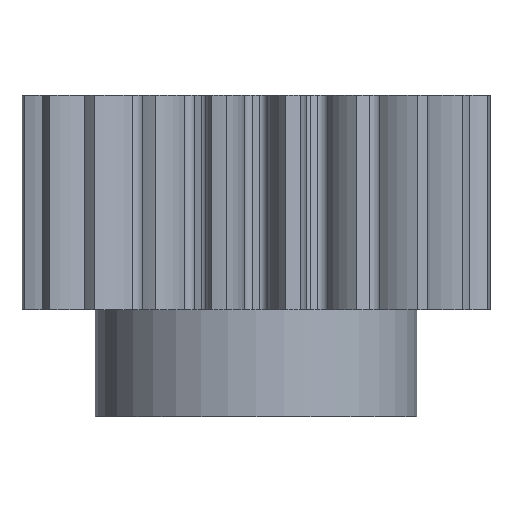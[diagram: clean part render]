
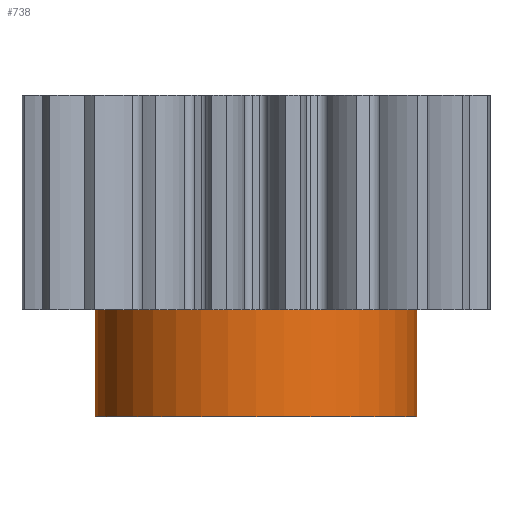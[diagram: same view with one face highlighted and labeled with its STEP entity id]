
A CAD part, front view. The second image highlights one B-rep face of the part: STEP entity #738.
In plain terms, the highlighted cylindrical face has radius 60 mm (diameter 120 mm), a partial arc.
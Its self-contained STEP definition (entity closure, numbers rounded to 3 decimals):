
#669 = ORIENTED_EDGE ( 'NONE', *, *, #739, .T. ) ;
#671 = ORIENTED_EDGE ( 'NONE', *, *, #899, .F. ) ;
#672 = ORIENTED_EDGE ( 'NONE', *, *, #1375, .T. ) ;
#735 = EDGE_LOOP ( 'NONE', ( #741, #669, #672, #671 ) ) ;
#738 = ADVANCED_FACE ( 'NONE', ( #2543 ), #2541, .T. ) ;
#739 = EDGE_CURVE ( 'NONE', #1379, #1383, #2548, .T. ) ;
#741 = ORIENTED_EDGE ( 'NONE', *, *, #1359, .F. ) ;
#899 = EDGE_CURVE ( 'NONE', #1370, #1376, #3068, .T. ) ;
#1359 = EDGE_CURVE ( 'NONE', #1379, #1370, #3738, .T. ) ;
#1370 = VERTEX_POINT ( 'NONE', #3590 ) ;
#1375 = EDGE_CURVE ( 'NONE', #1383, #1376, #3595, .T. ) ;
#1376 = VERTEX_POINT ( 'NONE', #3582 ) ;
#1379 = VERTEX_POINT ( 'NONE', #4002 ) ;
#1383 = VERTEX_POINT ( 'NONE', #4051 ) ;
#2531 = DIRECTION ( 'NONE',  ( 1., 0., 0. ) ) ;
#2532 = AXIS2_PLACEMENT_3D ( 'NONE', #2557, #2545, #2531 ) ;
#2537 = DIRECTION ( 'NONE',  ( 1., 0., 0. ) ) ;
#2538 = DIRECTION ( 'NONE',  ( 0., 0., 1. ) ) ;
#2539 = CARTESIAN_POINT ( 'NONE',  ( 0., 0., -40. ) ) ;
#2540 = AXIS2_PLACEMENT_3D ( 'NONE', #2539, #2538, #2537 ) ;
#2541 = CYLINDRICAL_SURFACE ( 'NONE', #2540, 60. ) ;
#2543 = FACE_OUTER_BOUND ( 'NONE', #735, .T. ) ;
#2545 = DIRECTION ( 'NONE',  ( 0., 0., 1. ) ) ;
#2548 = CIRCLE ( 'NONE', #2532, 60. ) ;
#2557 = CARTESIAN_POINT ( 'NONE',  ( 0., 0., -40. ) ) ;
#2966 = DIRECTION ( 'NONE',  ( 1., 0., 0. ) ) ;
#2967 = DIRECTION ( 'NONE',  ( 0., 0., 1. ) ) ;
#2969 = CARTESIAN_POINT ( 'NONE',  ( 0., 0., 0. ) ) ;
#2972 = AXIS2_PLACEMENT_3D ( 'NONE', #2969, #2967, #2966 ) ;
#3068 = CIRCLE ( 'NONE', #2972, 60. ) ;
#3582 = CARTESIAN_POINT ( 'NONE',  ( 60., 0., 0. ) ) ;
#3583 = VECTOR ( 'NONE', #3731, 1000. ) ;
#3590 = CARTESIAN_POINT ( 'NONE',  ( -60., 0., 0. ) ) ;
#3595 = LINE ( 'NONE', #3732, #3583 ) ;
#3731 = DIRECTION ( 'NONE',  ( 0., 0., 1. ) ) ;
#3732 = CARTESIAN_POINT ( 'NONE',  ( 60., 0., -40. ) ) ;
#3735 = DIRECTION ( 'NONE',  ( 0., 0., 1. ) ) ;
#3736 = VECTOR ( 'NONE', #3735, 1000. ) ;
#3737 = CARTESIAN_POINT ( 'NONE',  ( -60., 0., -40. ) ) ;
#3738 = LINE ( 'NONE', #3737, #3736 ) ;
#4002 = CARTESIAN_POINT ( 'NONE',  ( -60., 0., -40. ) ) ;
#4051 = CARTESIAN_POINT ( 'NONE',  ( 60., 0., -40. ) ) ;
